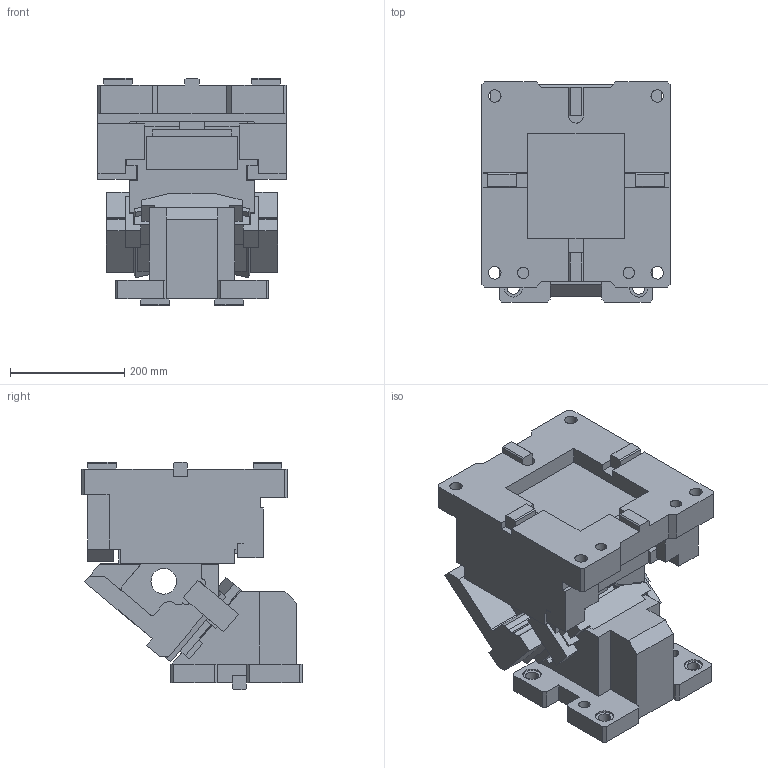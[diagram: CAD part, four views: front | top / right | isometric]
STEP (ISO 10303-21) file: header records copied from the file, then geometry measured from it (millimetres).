
FILE_DESCRIPTION(('CATIA V5 STEP Exchange'),'2;1');
FILE_NAME('CACN_F_300_50.stp','2015-04-24T10:00:18+00:00',('none'),('none'),'CATIA Version 5 Release 19 SP 2 (IN-10)','CATIA V5 STEP AP203','none');
FILE_SCHEMA(('CONFIG_CONTROL_DESIGN'));
Length unit declared in the file: millimetre
Products named in the file (1): CACN_F_300_50
Bounding box: 330 x 386 x 399 mm (x, y, z)
Volume: 23861952.8 mm3; surface area: 1294653.3 mm2
Topology: 3 solids, 3 shells, 526 faces, 1498 edges, 989 vertices
Faces by surface type: plane 430, cylinder 92, cone 4
Entity records: 17952 total; most frequent: CARTESIAN_POINT 4642, ORIENTED_EDGE 2988, DIRECTION 2312, EDGE_CURVE 1494, VECTOR 1275, LINE 1275, VERTEX_POINT 989, EDGE_LOOP 571
